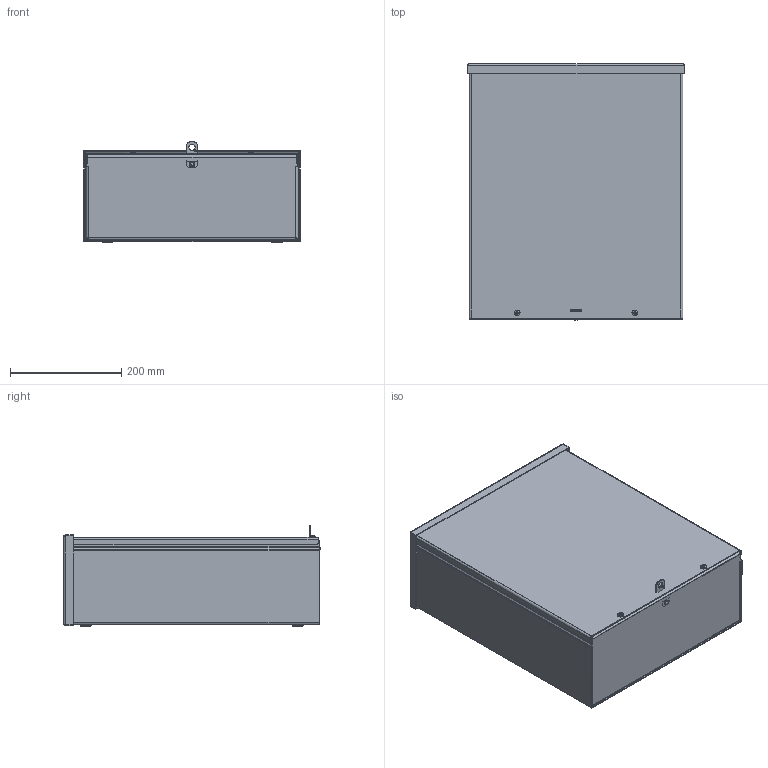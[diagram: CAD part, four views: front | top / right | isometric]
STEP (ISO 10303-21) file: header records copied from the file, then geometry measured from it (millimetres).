
FILE_DESCRIPTION (( 'STEP AP214' ), '1' );
FILE_NAME ('RSC151806NKSS.STEP', '2018-07-11T13:49:10', ( '' ), ( '' ), 'SwSTEP 2.0', 'SolidWorks 2017', '' );
FILE_SCHEMA (( 'AUTOMOTIVE_DESIGN' ));
Length unit declared in the file: inch
Products named in the file (1): RSC151806NKSS
Bounding box: 388.58 x 460.98 x 179.92 mm (x, y, z)
Volume: 932140.1 mm3; surface area: 1316186.5 mm2
Topology: 13 solids, 13 shells, 375 faces, 944 edges, 608 vertices
Faces by surface type: plane 199, cylinder 99, bspline 43, cone 34
Full cylindrical faces by diameter (mm): 3.175 x1, 3.962 x2, 4.254 x2, 4.763 x1, 4.978 x2, 5.029 x1, 5.105 x1, 6.299 x2, 6.35 x4, 6.528 x2, 7.061 x2, 7.144 x4, 10.312 x2, 11.113 x1, 11.506 x2
Entity records: 20841 total; most frequent: CARTESIAN_POINT 7423, ORIENTED_EDGE 1712, DIRECTION 1592, EDGE_CURVE 856, VERTEX_POINT 586, AXIS2_PLACEMENT_3D 566, EDGE_LOOP 488, LINE 460
